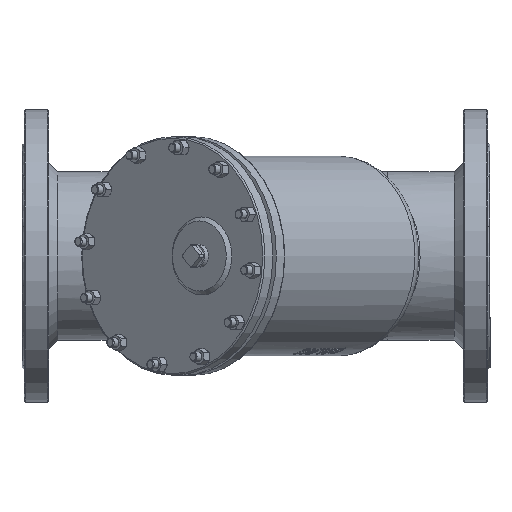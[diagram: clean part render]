
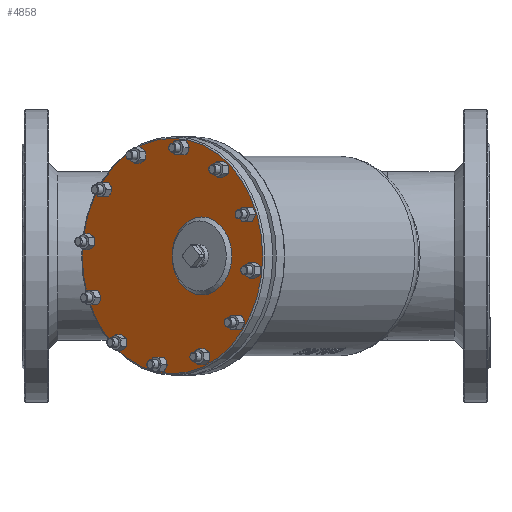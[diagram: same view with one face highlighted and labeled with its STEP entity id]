
A CAD part, front view. The second image highlights one B-rep face of the part: STEP entity #4858.
In plain terms, the highlighted planar face has unit normal (-0.643, -0.766, 0).
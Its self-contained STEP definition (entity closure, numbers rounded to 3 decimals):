
#159=FACE_BOUND('',#929,.T.);
#160=FACE_BOUND('',#930,.T.);
#161=FACE_BOUND('',#931,.T.);
#162=FACE_BOUND('',#932,.T.);
#163=FACE_BOUND('',#933,.T.);
#164=FACE_BOUND('',#934,.T.);
#165=FACE_BOUND('',#935,.T.);
#166=FACE_BOUND('',#936,.T.);
#167=FACE_BOUND('',#937,.T.);
#168=FACE_BOUND('',#938,.T.);
#169=FACE_BOUND('',#939,.T.);
#170=FACE_BOUND('',#940,.T.);
#171=FACE_BOUND('',#941,.T.);
#391=PLANE('',#5269);
#662=FACE_OUTER_BOUND('',#928,.T.);
#928=EDGE_LOOP('',(#3556));
#929=EDGE_LOOP('',(#3557));
#930=EDGE_LOOP('',(#3558));
#931=EDGE_LOOP('',(#3559));
#932=EDGE_LOOP('',(#3560));
#933=EDGE_LOOP('',(#3561));
#934=EDGE_LOOP('',(#3562));
#935=EDGE_LOOP('',(#3563));
#936=EDGE_LOOP('',(#3564));
#937=EDGE_LOOP('',(#3565));
#938=EDGE_LOOP('',(#3566));
#939=EDGE_LOOP('',(#3567));
#940=EDGE_LOOP('',(#3568));
#941=EDGE_LOOP('',(#3569));
#1575=CIRCLE('',#5263,151.);
#1580=CIRCLE('',#5270,6.);
#1581=CIRCLE('',#5271,6.);
#1582=CIRCLE('',#5272,6.);
#1583=CIRCLE('',#5273,6.);
#1584=CIRCLE('',#5274,6.);
#1585=CIRCLE('',#5275,6.);
#1586=CIRCLE('',#5276,6.);
#1587=CIRCLE('',#5277,6.);
#1588=CIRCLE('',#5278,6.);
#1589=CIRCLE('',#5279,6.);
#1590=CIRCLE('',#5280,6.);
#1591=CIRCLE('',#5281,6.);
#1592=CIRCLE('',#5282,50.);
#2026=VERTEX_POINT('',#9117);
#2030=VERTEX_POINT('',#9129);
#2031=VERTEX_POINT('',#9131);
#2032=VERTEX_POINT('',#9133);
#2033=VERTEX_POINT('',#9135);
#2034=VERTEX_POINT('',#9137);
#2035=VERTEX_POINT('',#9139);
#2036=VERTEX_POINT('',#9141);
#2037=VERTEX_POINT('',#9143);
#2038=VERTEX_POINT('',#9145);
#2039=VERTEX_POINT('',#9147);
#2040=VERTEX_POINT('',#9149);
#2041=VERTEX_POINT('',#9151);
#2042=VERTEX_POINT('',#9153);
#2587=EDGE_CURVE('',#2026,#2026,#1575,.T.);
#2593=EDGE_CURVE('',#2030,#2030,#1580,.T.);
#2594=EDGE_CURVE('',#2031,#2031,#1581,.T.);
#2595=EDGE_CURVE('',#2032,#2032,#1582,.T.);
#2596=EDGE_CURVE('',#2033,#2033,#1583,.T.);
#2597=EDGE_CURVE('',#2034,#2034,#1584,.T.);
#2598=EDGE_CURVE('',#2035,#2035,#1585,.T.);
#2599=EDGE_CURVE('',#2036,#2036,#1586,.T.);
#2600=EDGE_CURVE('',#2037,#2037,#1587,.T.);
#2601=EDGE_CURVE('',#2038,#2038,#1588,.T.);
#2602=EDGE_CURVE('',#2039,#2039,#1589,.T.);
#2603=EDGE_CURVE('',#2040,#2040,#1590,.T.);
#2604=EDGE_CURVE('',#2041,#2041,#1591,.T.);
#2605=EDGE_CURVE('',#2042,#2042,#1592,.T.);
#3556=ORIENTED_EDGE('',*,*,#2587,.F.);
#3557=ORIENTED_EDGE('',*,*,#2593,.T.);
#3558=ORIENTED_EDGE('',*,*,#2594,.T.);
#3559=ORIENTED_EDGE('',*,*,#2595,.T.);
#3560=ORIENTED_EDGE('',*,*,#2596,.T.);
#3561=ORIENTED_EDGE('',*,*,#2597,.T.);
#3562=ORIENTED_EDGE('',*,*,#2598,.T.);
#3563=ORIENTED_EDGE('',*,*,#2599,.T.);
#3564=ORIENTED_EDGE('',*,*,#2600,.T.);
#3565=ORIENTED_EDGE('',*,*,#2601,.T.);
#3566=ORIENTED_EDGE('',*,*,#2602,.T.);
#3567=ORIENTED_EDGE('',*,*,#2603,.T.);
#3568=ORIENTED_EDGE('',*,*,#2604,.T.);
#3569=ORIENTED_EDGE('',*,*,#2605,.T.);
#4858=ADVANCED_FACE('',(#662,#159,#160,#161,#162,#163,#164,#165,#166,#167,
#168,#169,#170,#171),#391,.T.);
#5263=AXIS2_PLACEMENT_3D('',#9118,#6191,#6192);
#5269=AXIS2_PLACEMENT_3D('',#9128,#6204,#6205);
#5270=AXIS2_PLACEMENT_3D('',#9130,#6206,#6207);
#5271=AXIS2_PLACEMENT_3D('',#9132,#6208,#6209);
#5272=AXIS2_PLACEMENT_3D('',#9134,#6210,#6211);
#5273=AXIS2_PLACEMENT_3D('',#9136,#6212,#6213);
#5274=AXIS2_PLACEMENT_3D('',#9138,#6214,#6215);
#5275=AXIS2_PLACEMENT_3D('',#9140,#6216,#6217);
#5276=AXIS2_PLACEMENT_3D('',#9142,#6218,#6219);
#5277=AXIS2_PLACEMENT_3D('',#9144,#6220,#6221);
#5278=AXIS2_PLACEMENT_3D('',#9146,#6222,#6223);
#5279=AXIS2_PLACEMENT_3D('',#9148,#6224,#6225);
#5280=AXIS2_PLACEMENT_3D('',#9150,#6226,#6227);
#5281=AXIS2_PLACEMENT_3D('',#9152,#6228,#6229);
#5282=AXIS2_PLACEMENT_3D('',#9154,#6230,#6231);
#6191=DIRECTION('center_axis',(0.643,0.766,0.));
#6192=DIRECTION('ref_axis',(-0.766,0.643,0.));
#6204=DIRECTION('center_axis',(-0.643,-0.766,0.));
#6205=DIRECTION('ref_axis',(0.,0.,
1.));
#6206=DIRECTION('center_axis',(0.643,0.766,0.));
#6207=DIRECTION('ref_axis',(0.766,-0.643,0.));
#6208=DIRECTION('center_axis',(0.643,0.766,0.));
#6209=DIRECTION('ref_axis',(0.766,-0.643,0.));
#6210=DIRECTION('center_axis',(0.643,0.766,0.));
#6211=DIRECTION('ref_axis',(0.766,-0.643,0.));
#6212=DIRECTION('center_axis',(0.643,0.766,0.));
#6213=DIRECTION('ref_axis',(0.766,-0.643,0.));
#6214=DIRECTION('center_axis',(0.643,0.766,0.));
#6215=DIRECTION('ref_axis',(0.766,-0.643,0.));
#6216=DIRECTION('center_axis',(0.643,0.766,0.));
#6217=DIRECTION('ref_axis',(0.766,-0.643,0.));
#6218=DIRECTION('center_axis',(0.643,0.766,0.));
#6219=DIRECTION('ref_axis',(0.766,-0.643,0.));
#6220=DIRECTION('center_axis',(0.643,0.766,0.));
#6221=DIRECTION('ref_axis',(0.766,-0.643,0.));
#6222=DIRECTION('center_axis',(0.643,0.766,0.));
#6223=DIRECTION('ref_axis',(0.766,-0.643,0.));
#6224=DIRECTION('center_axis',(0.643,0.766,0.));
#6225=DIRECTION('ref_axis',(0.766,-0.643,0.));
#6226=DIRECTION('center_axis',(0.643,0.766,0.));
#6227=DIRECTION('ref_axis',(0.766,-0.643,0.));
#6228=DIRECTION('center_axis',(0.643,0.766,0.));
#6229=DIRECTION('ref_axis',(0.766,-0.643,0.));
#6230=DIRECTION('center_axis',(0.643,0.766,0.));
#6231=DIRECTION('ref_axis',(0.766,-0.643,0.));
#9117=CARTESIAN_POINT('',(-373.116,-295.693,-151.));
#9118=CARTESIAN_POINT('Origin',(-373.116,-295.693,0.));
#9128=CARTESIAN_POINT('Origin',(-373.116,-295.693,0.));
#9129=CARTESIAN_POINT('',(-391.711,-280.09,-138.802));
#9130=CARTESIAN_POINT('Origin',(-387.114,-283.947,-138.802));
#9131=CARTESIAN_POINT('',(-476.795,-208.696,-53.576));
#9132=CARTESIAN_POINT('Origin',(-472.199,-212.553,-53.576));
#9133=CARTESIAN_POINT('',(-363.714,-303.583,138.802));
#9134=CARTESIAN_POINT('Origin',(-359.118,-307.439,138.802));
#9135=CARTESIAN_POINT('',(-278.63,-374.977,53.576));
#9136=CARTESIAN_POINT('Origin',(-274.033,-378.833,53.576));
#9137=CARTESIAN_POINT('',(-484.041,-202.616,18.274));
#9138=CARTESIAN_POINT('Origin',(-479.445,-206.473,18.274));
#9139=CARTESIAN_POINT('',(-271.384,-381.057,-18.274));
#9140=CARTESIAN_POINT('Origin',(-266.787,-384.914,-18.274));
#9141=CARTESIAN_POINT('',(-336.671,-326.274,-129.343));
#9142=CARTESIAN_POINT('Origin',(-332.075,-330.131,-129.343));
#9143=CARTESIAN_POINT('',(-443.,-237.054,-111.069));
#9144=CARTESIAN_POINT('Origin',(-438.403,-240.911,-111.069));
#9145=CARTESIAN_POINT('',(-312.425,-346.619,111.069));
#9146=CARTESIAN_POINT('Origin',(-307.829,-350.476,111.069));
#9147=CARTESIAN_POINT('',(-418.754,-257.399,129.343));
#9148=CARTESIAN_POINT('Origin',(-414.157,-261.255,129.343));
#9149=CARTESIAN_POINT('',(-462.796,-220.442,85.227));
#9150=CARTESIAN_POINT('Origin',(-458.2,-224.299,85.227));
#9151=CARTESIAN_POINT('',(-292.628,-363.231,-85.227));
#9152=CARTESIAN_POINT('Origin',(-288.032,-367.087,-85.227));
#9153=CARTESIAN_POINT('',(-297.082,-359.493,0.));
#9154=CARTESIAN_POINT('Origin',(-335.385,-327.353,0.));
